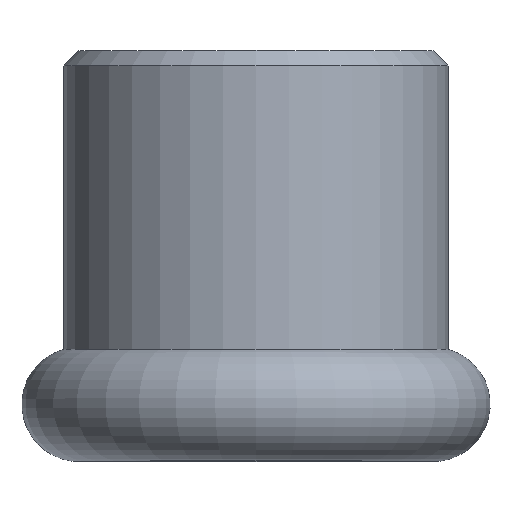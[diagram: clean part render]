
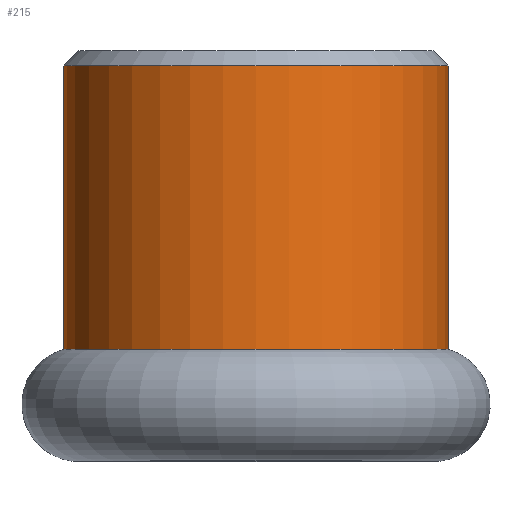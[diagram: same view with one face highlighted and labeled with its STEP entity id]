
A CAD part, top view. The second image highlights one B-rep face of the part: STEP entity #215.
In plain terms, the highlighted cylindrical face has radius 12.65 mm (diameter 25.3 mm), a full revolution.
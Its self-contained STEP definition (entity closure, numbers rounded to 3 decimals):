
#16=CYLINDRICAL_SURFACE('',#272,12.65);
#23=LINE('',#424,#28);
#28=VECTOR('',#353,12.65);
#41=FACE_OUTER_BOUND('',#53,.T.);
#53=EDGE_LOOP('',(#183,#184,#185,#186,#187,#188));
#56=CIRCLE('',#239,12.65);
#57=CIRCLE('',#240,12.65);
#79=CIRCLE('',#269,12.65);
#80=CIRCLE('',#270,12.65);
#83=VERTEX_POINT('',#364);
#84=VERTEX_POINT('',#365);
#103=VERTEX_POINT('',#417);
#104=VERTEX_POINT('',#419);
#105=EDGE_CURVE('',#83,#84,#56,.T.);
#106=EDGE_CURVE('',#84,#83,#57,.T.);
#132=EDGE_CURVE('',#103,#104,#79,.T.);
#133=EDGE_CURVE('',#104,#103,#80,.T.);
#134=EDGE_CURVE('',#104,#84,#23,.T.);
#183=ORIENTED_EDGE('',*,*,#132,.F.);
#184=ORIENTED_EDGE('',*,*,#133,.F.);
#185=ORIENTED_EDGE('',*,*,#134,.T.);
#186=ORIENTED_EDGE('',*,*,#106,.T.);
#187=ORIENTED_EDGE('',*,*,#105,.T.);
#188=ORIENTED_EDGE('',*,*,#134,.F.);
#215=ADVANCED_FACE('',(#41),#16,.T.);
#239=AXIS2_PLACEMENT_3D('',#366,#281,#282);
#240=AXIS2_PLACEMENT_3D('',#367,#283,#284);
#269=AXIS2_PLACEMENT_3D('',#420,#345,#346);
#270=AXIS2_PLACEMENT_3D('',#421,#347,#348);
#272=AXIS2_PLACEMENT_3D('',#423,#351,#352);
#281=DIRECTION('center_axis',(0.,1.,0.));
#282=DIRECTION('ref_axis',(0.,0.,1.));
#283=DIRECTION('center_axis',(0.,1.,0.));
#284=DIRECTION('ref_axis',(0.,0.,1.));
#345=DIRECTION('center_axis',(0.,1.,0.));
#346=DIRECTION('ref_axis',(0.,0.,-1.));
#347=DIRECTION('center_axis',(0.,1.,0.));
#348=DIRECTION('ref_axis',(0.,0.,-1.));
#351=DIRECTION('center_axis',(0.,1.,0.));
#352=DIRECTION('ref_axis',(0.,0.,1.));
#353=DIRECTION('',(0.,-1.,0.));
#364=CARTESIAN_POINT('',(0.,7.355,12.65));
#365=CARTESIAN_POINT('',(0.,7.355,-12.65));
#366=CARTESIAN_POINT('Origin',(0.,7.355,0.));
#367=CARTESIAN_POINT('Origin',(0.,7.355,0.));
#417=CARTESIAN_POINT('',(0.,26.,12.65));
#419=CARTESIAN_POINT('',(0.,26.,-12.65));
#420=CARTESIAN_POINT('Origin',(0.,26.,0.));
#421=CARTESIAN_POINT('Origin',(0.,26.,0.));
#423=CARTESIAN_POINT('Origin',(0.,14.177,0.));
#424=CARTESIAN_POINT('',(0.,14.177,-12.65));
